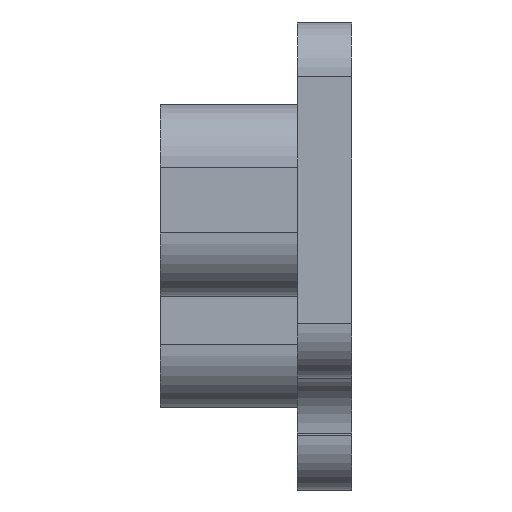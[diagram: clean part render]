
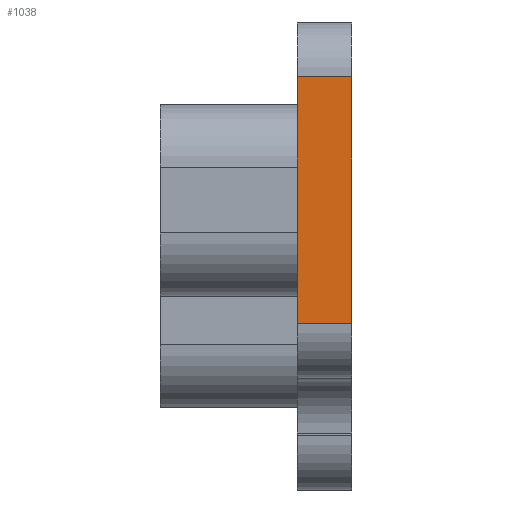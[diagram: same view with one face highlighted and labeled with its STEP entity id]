
A CAD part, front view. The second image highlights one B-rep face of the part: STEP entity #1038.
In plain terms, the highlighted planar face has unit normal (0, -1, 0).
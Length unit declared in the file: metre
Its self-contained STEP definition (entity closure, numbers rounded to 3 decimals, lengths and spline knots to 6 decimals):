
#175=ORIENTED_EDGE('',*,*,#430,.T.);
#176=ORIENTED_EDGE('',*,*,#471,.F.);
#177=ORIENTED_EDGE('',*,*,#472,.F.);
#178=ORIENTED_EDGE('',*,*,#469,.T.);
#430=EDGE_CURVE('',#586,#585,#677,.T.);
#469=EDGE_CURVE('',#617,#586,#701,.T.);
#471=EDGE_CURVE('',#618,#585,#702,.T.);
#472=EDGE_CURVE('',#617,#618,#703,.T.);
#585=VERTEX_POINT('',#1595);
#586=VERTEX_POINT('',#1597);
#617=VERTEX_POINT('',#1675);
#618=VERTEX_POINT('',#1679);
#677=LINE('',#1596,#783);
#701=LINE('',#1674,#807);
#702=LINE('',#1678,#808);
#703=LINE('',#1680,#809);
#783=VECTOR('',#1257,1.);
#807=VECTOR('',#1327,1.);
#808=VECTOR('',#1332,1.);
#809=VECTOR('',#1333,1.);
#885=EDGE_LOOP('',(#175,#176,#177,#178));
#947=FACE_BOUND('',#885,.T.);
#1001=PLANE('',#1138);
#1038=ADVANCED_FACE('',(#947),#1001,.F.);
#1138=AXIS2_PLACEMENT_3D('',#1677,#1330,#1331);
#1257=DIRECTION('',(0.,0.,-1.));
#1327=DIRECTION('',(-1.,0.,0.));
#1330=DIRECTION('',(0.,1.,0.));
#1331=DIRECTION('',(-1.,0.,0.));
#1332=DIRECTION('',(-1.,0.,0.));
#1333=DIRECTION('',(0.,0.,-1.));
#1595=CARTESIAN_POINT('',(0.035,-0.04177,0.01258));
#1596=CARTESIAN_POINT('',(0.035,-0.04177,0.01708));
#1597=CARTESIAN_POINT('',(0.035,-0.04177,0.02158));
#1674=CARTESIAN_POINT('',(0.037,-0.04177,0.02158));
#1675=CARTESIAN_POINT('',(0.037,-0.04177,0.02158));
#1677=CARTESIAN_POINT('',(0.037,-0.04177,0.01708));
#1678=CARTESIAN_POINT('',(0.037,-0.04177,0.01258));
#1679=CARTESIAN_POINT('',(0.037,-0.04177,0.01258));
#1680=CARTESIAN_POINT('',(0.037,-0.04177,0.01708));
